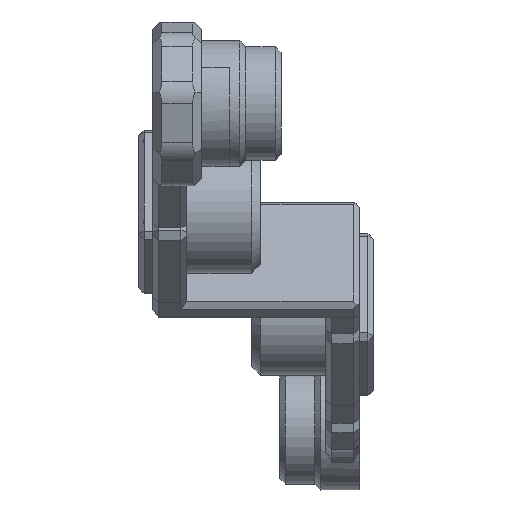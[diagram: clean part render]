
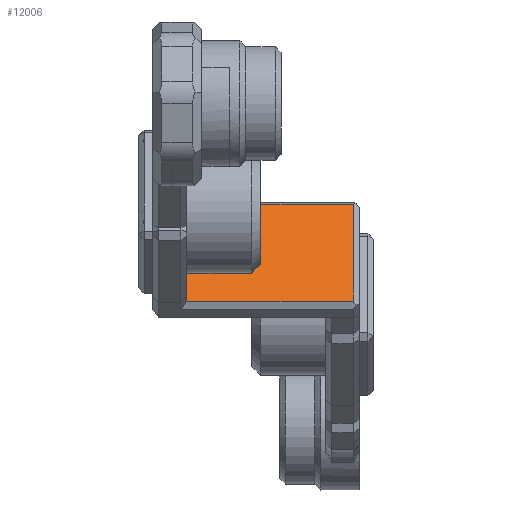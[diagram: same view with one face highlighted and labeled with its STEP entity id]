
A CAD part, front view. The second image highlights one B-rep face of the part: STEP entity #12006.
In plain terms, the highlighted planar face has unit normal (0, -0.866, 0.5).
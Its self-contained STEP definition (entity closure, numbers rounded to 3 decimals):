
#358=PLANE('',#12823);
#974=FACE_OUTER_BOUND('',#1670,.T.);
#1670=EDGE_LOOP('',(#10264,#10265,#10266,#10267));
#3053=LINE('',#22181,#3961);
#3312=LINE('',#28481,#4220);
#3414=LINE('',#28692,#4322);
#3415=LINE('',#28693,#4323);
#3961=VECTOR('',#13995,10.);
#4220=VECTOR('',#14784,10.);
#4322=VECTOR('',#15002,10.);
#4323=VECTOR('',#15003,10.);
#5109=VERTEX_POINT('',#22178);
#5110=VERTEX_POINT('',#22180);
#5496=VERTEX_POINT('',#28478);
#5497=VERTEX_POINT('',#28480);
#6463=EDGE_CURVE('',#5110,#5109,#3053,.T.);
#7091=EDGE_CURVE('',#5496,#5497,#3312,.T.);
#7198=EDGE_CURVE('',#5110,#5496,#3414,.T.);
#7199=EDGE_CURVE('',#5497,#5109,#3415,.T.);
#10264=ORIENTED_EDGE('',*,*,#7198,.F.);
#10265=ORIENTED_EDGE('',*,*,#6463,.T.);
#10266=ORIENTED_EDGE('',*,*,#7199,.F.);
#10267=ORIENTED_EDGE('',*,*,#7091,.F.);
#12006=ADVANCED_FACE('',(#974),#358,.T.);
#12823=AXIS2_PLACEMENT_3D('',#28691,#15000,#15001);
#13995=DIRECTION('',(0.,-0.5,-0.866));
#14784=DIRECTION('',(0.,-0.5,-0.866));
#15000=DIRECTION('center_axis',(0.,-0.866,0.5));
#15001=DIRECTION('ref_axis',(1.,0.,0.));
#15002=DIRECTION('',(1.,0.,0.));
#15003=DIRECTION('',(-1.,0.,0.));
#22178=CARTESIAN_POINT('',(-123.561,-153.504,146.382));
#22180=CARTESIAN_POINT('',(-123.561,-134.511,179.279));
#22181=CARTESIAN_POINT('',(-123.561,-138.759,171.921));
#28478=CARTESIAN_POINT('',(-67.008,-134.511,179.279));
#28480=CARTESIAN_POINT('',(-67.008,-153.504,146.382));
#28481=CARTESIAN_POINT('',(-67.008,-149.256,153.74));
#28691=CARTESIAN_POINT('Origin',(-100.029,-144.008,162.83));
#28692=CARTESIAN_POINT('',(-105.769,-134.511,179.279));
#28693=CARTESIAN_POINT('',(-114.29,-153.504,146.382));
